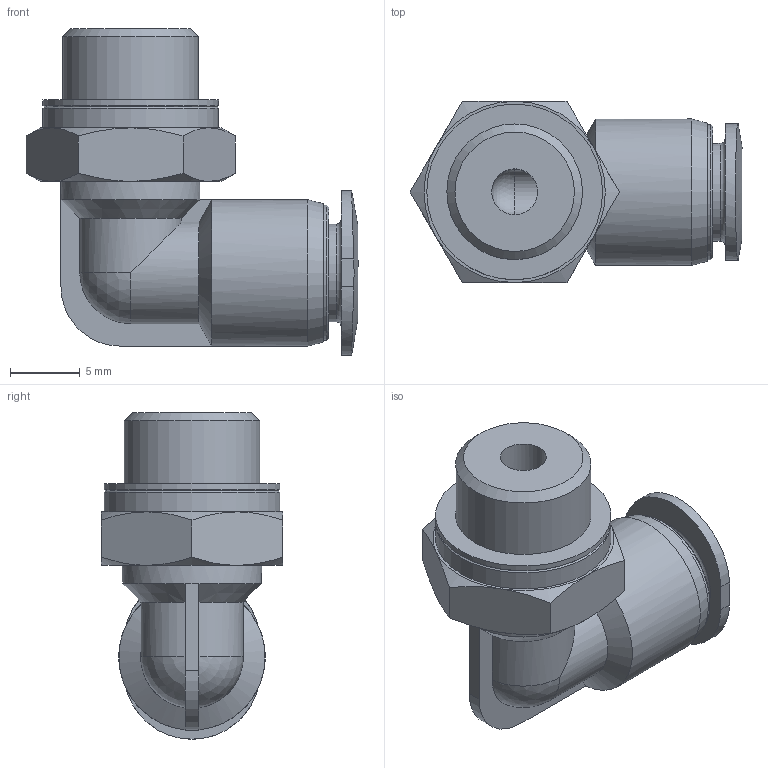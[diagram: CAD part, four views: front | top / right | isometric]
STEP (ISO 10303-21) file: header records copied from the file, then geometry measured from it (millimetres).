
FILE_DESCRIPTION(/* description */ ('STEP AP214'),/* implementation_level */ '2;1');
FILE_NAME(/* name */ '186269_QSML-G1_8-6',/* time_stamp */ '2024-09-10T10:56:47+02:00',/* author */ ('License CC BY-ND 4.0'),/* organization */ ('CADENAS'),/* preprocessor_version */ 'ST-DEVELOPER v19.3',/* originating_system */ 'PARTsolutions',/* authorisation */ ' ');
FILE_SCHEMA (('AUTOMOTIVE_DESIGN {1 0 10303 214 3 1 1}'));
Length unit declared in the file: millimetre
Products named in the file (1): 186269 QSML-G1/8-6
Bounding box: 23.81 x 13 x 23.4 mm (x, y, z)
Volume: 2137.2 mm3; surface area: 1929 mm2
Topology: 1 solids, 1 shells, 73 faces, 162 edges, 96 vertices
Faces by surface type: plane 29, cone 22, cylinder 17, sphere 3, torus 2
Full cylindrical faces by diameter (mm): 3.3 x2, 6 x1, 7 x1, 9.696 x1, 9.728 x1, 10 x1, 10.5 x1, 12.6 x2
Entity records: 2452 total; most frequent: CARTESIAN_POINT 421, DIRECTION 316, ORIENTED_EDGE 280, EDGE_CURVE 140, AXIS2_PLACEMENT_3D 138, EDGE_LOOP 99, FACE_BOUND 99, VERTEX_POINT 93
